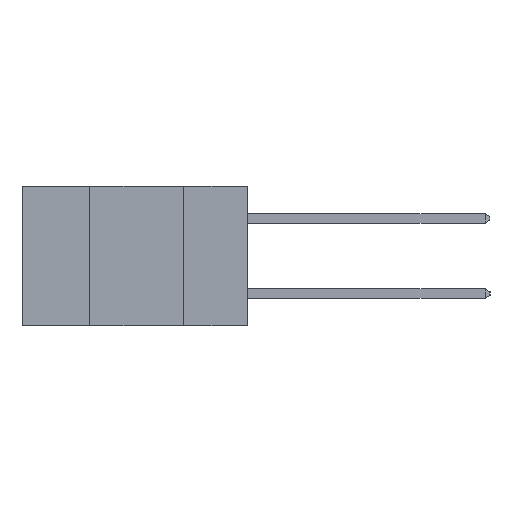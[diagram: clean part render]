
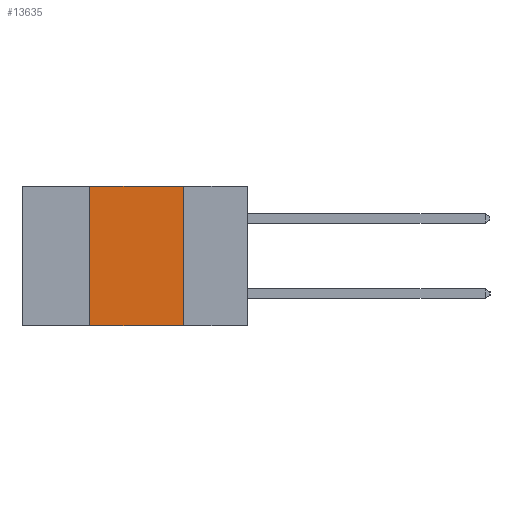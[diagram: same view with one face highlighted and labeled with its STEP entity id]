
A CAD part, left-side view. The second image highlights one B-rep face of the part: STEP entity #13635.
In plain terms, the highlighted planar face has unit normal (-1, 0, 0).
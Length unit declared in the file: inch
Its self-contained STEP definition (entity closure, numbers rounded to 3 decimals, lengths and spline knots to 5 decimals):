
#112 = LINE ( 'NONE', #5603, #8771 ) ;
#180 = EDGE_CURVE ( 'NONE', #13485, #10989, #14013, .T. ) ;
#720 = CARTESIAN_POINT ( 'NONE',  ( 0., 0.42, 0. ) ) ;
#2495 = FACE_OUTER_BOUND ( 'NONE', #6412, .T. ) ;
#2557 = VERTEX_POINT ( 'NONE', #7975 ) ;
#3213 = PLANE ( 'NONE',  #9246 ) ;
#3987 = EDGE_CURVE ( 'NONE', #10989, #2557, #11021, .T. ) ;
#4144 = LINE ( 'NONE', #5197, #13102 ) ;
#4262 = EDGE_CURVE ( 'NONE', #10370, #2557, #4144, .T. ) ;
#4352 = DIRECTION ( 'NONE',  ( 0., -1., 0. ) ) ;
#5197 = CARTESIAN_POINT ( 'NONE',  ( 0., 0.6, -0.37 ) ) ;
#5371 = DIRECTION ( 'NONE',  ( 0., -1., 0. ) ) ;
#5457 = CARTESIAN_POINT ( 'NONE',  ( 0., 0.6, 0. ) ) ;
#5540 = DIRECTION ( 'NONE',  ( 0., 0., 1. ) ) ;
#5603 = CARTESIAN_POINT ( 'NONE',  ( 0., 0.42, -0.37 ) ) ;
#6412 = EDGE_LOOP ( 'NONE', ( #7110, #11121, #8010, #9984 ) ) ;
#6585 = DIRECTION ( 'NONE',  ( 0., 0., -1. ) ) ;
#6753 = CARTESIAN_POINT ( 'NONE',  ( 0., 0.6, 0. ) ) ;
#7110 = ORIENTED_EDGE ( 'NONE', *, *, #3987, .F. ) ;
#7297 = CARTESIAN_POINT ( 'NONE',  ( 0., 0.17, 0. ) ) ;
#7975 = CARTESIAN_POINT ( 'NONE',  ( 0., 0.17, -0.37 ) ) ;
#8010 = ORIENTED_EDGE ( 'NONE', *, *, #9553, .F. ) ;
#8445 = VECTOR ( 'NONE', #4352, 39.37008 ) ;
#8771 = VECTOR ( 'NONE', #5540, 39.37008 ) ;
#9246 = AXIS2_PLACEMENT_3D ( 'NONE', #5457, #13321, #6585 ) ;
#9553 = EDGE_CURVE ( 'NONE', #10370, #13485, #112, .T. ) ;
#9984 = ORIENTED_EDGE ( 'NONE', *, *, #4262, .T. ) ;
#10370 = VERTEX_POINT ( 'NONE', #10771 ) ;
#10771 = CARTESIAN_POINT ( 'NONE',  ( 0., 0.42, -0.37 ) ) ;
#10989 = VERTEX_POINT ( 'NONE', #7297 ) ;
#11021 = LINE ( 'NONE', #11445, #13637 ) ;
#11121 = ORIENTED_EDGE ( 'NONE', *, *, #180, .F. ) ;
#11445 = CARTESIAN_POINT ( 'NONE',  ( 0., 0.17, -0.37 ) ) ;
#11568 = DIRECTION ( 'NONE',  ( 0., 0., -1. ) ) ;
#13102 = VECTOR ( 'NONE', #5371, 39.37008 ) ;
#13321 = DIRECTION ( 'NONE',  ( 1., 0., 0. ) ) ;
#13485 = VERTEX_POINT ( 'NONE', #720 ) ;
#13635 = ADVANCED_FACE ( 'NONE', ( #2495 ), #3213, .F. ) ;
#13637 = VECTOR ( 'NONE', #11568, 39.37008 ) ;
#14013 = LINE ( 'NONE', #6753, #8445 ) ;
